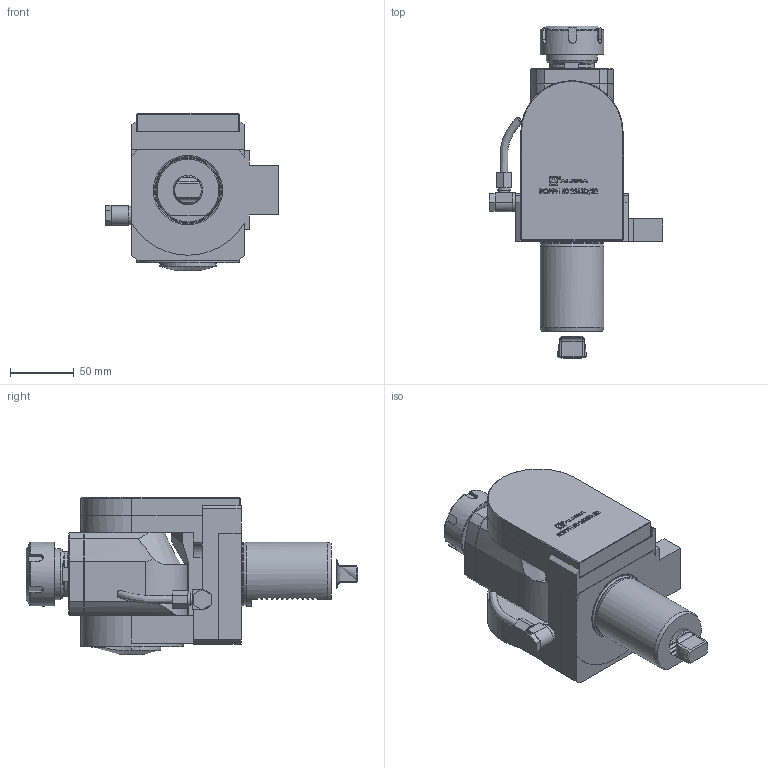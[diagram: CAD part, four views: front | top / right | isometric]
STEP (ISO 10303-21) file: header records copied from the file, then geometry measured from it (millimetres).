
FILE_DESCRIPTION (( 'STEP AP214' ), '1' );
FILE_NAME ('ROPPH50231SD32.STEP', '2025-07-23T15:42:21', ( '' ), ( '' ), 'SwSTEP 2.0', 'SolidWorks 2023', '' );
FILE_SCHEMA (( 'AUTOMOTIVE_DESIGN' ));
Length unit declared in the file: millimetre
Products named in the file (1): ROPPH50231SD32
Bounding box: 135.7 x 259.91 x 123 mm (x, y, z)
Volume: 1246216.8 mm3; surface area: 109444.5 mm2
Topology: 2 solids, 2 shells, 649 faces, 1723 edges, 1120 vertices
Faces by surface type: plane 399, bspline 115, cylinder 97, cone 24, torus 14
Full cylindrical faces by diameter (mm): 1.7 x1, 2.1 x1, 6.366 x1, 8.2 x1, 9.8 x1, 14.5 x1, 23 x2, 40 x1, 48.7 x1, 50 x2, 80 x1
Entity records: 30887 total; most frequent: CARTESIAN_POINT 12492, ORIENTED_EDGE 3384, DIRECTION 2564, EDGE_CURVE 1692, VERTEX_POINT 1110, VECTOR 1066, LINE 1066, AXIS2_PLACEMENT_3D 749
